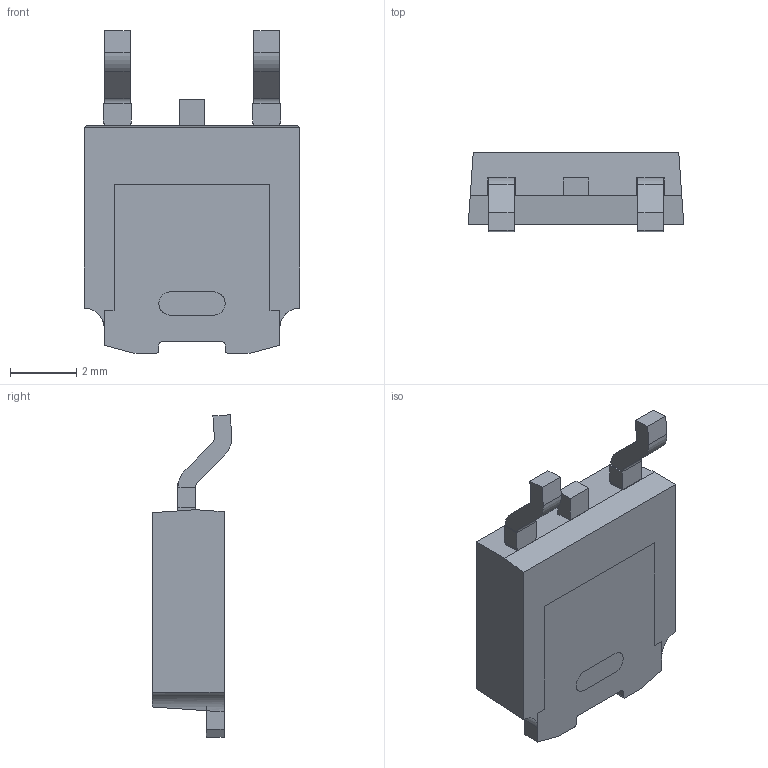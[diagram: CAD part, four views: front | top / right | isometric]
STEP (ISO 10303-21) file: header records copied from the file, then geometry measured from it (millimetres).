
FILE_DESCRIPTION (( 'STEP AP214' ), '1' );
FILE_NAME ('LD1117DT33CTR.STEP', '2023-03-15T08:53:51', ( '' ), ( '' ), 'SwSTEP 2.0', 'SolidWorks 2022', '' );
FILE_SCHEMA (( 'AUTOMOTIVE_DESIGN' ));
Length unit declared in the file: millimetre
Products named in the file (2): L7805CDT-TR_L7805CDT-TR; LD1117DT33CTR
Assembly tree (1 placements, depth 2):
  LD1117DT33CTR
    L7805CDT-TR_L7805CDT-TR
Bounding box: 6.5 x 2.4 x 9.72 mm (x, y, z)
Volume: 86.4 mm3; surface area: 215.2 mm2
Topology: 5 solids, 5 shells, 96 faces, 245 edges, 160 vertices
Faces by surface type: plane 78, cylinder 18
Entity records: 4115 total; most frequent: CARTESIAN_POINT 633, ORIENTED_EDGE 490, DIRECTION 459, EDGE_CURVE 245, LINE 203, VECTOR 203, VERTEX_POINT 160, AXIS2_PLACEMENT_3D 128
